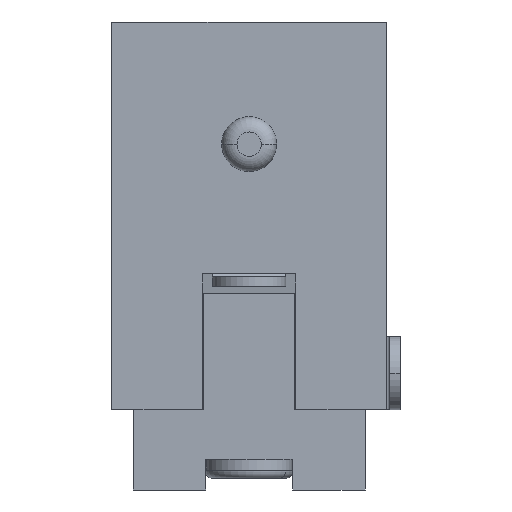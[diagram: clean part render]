
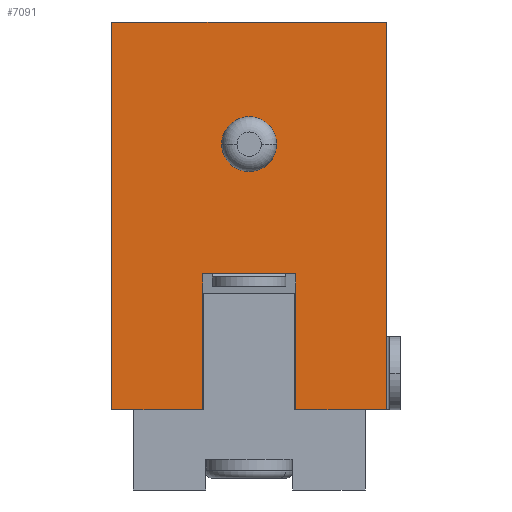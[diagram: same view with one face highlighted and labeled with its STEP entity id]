
A CAD part, front view. The second image highlights one B-rep face of the part: STEP entity #7091.
In plain terms, the highlighted planar face has unit normal (0, -1, 0).
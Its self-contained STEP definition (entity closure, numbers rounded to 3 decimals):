
#58 = VECTOR ( 'NONE', #5045, 1000. ) ;
#139 = FACE_BOUND ( 'NONE', #773, .T. ) ;
#184 = DIRECTION ( 'NONE',  ( 1., 0., 0. ) ) ;
#773 = EDGE_LOOP ( 'NONE', ( #7224, #4535 ) ) ;
#888 = LINE ( 'NONE', #3370, #5443 ) ;
#950 = CARTESIAN_POINT ( 'NONE',  ( -4.5, -5.5, 0. ) ) ;
#986 = ORIENTED_EDGE ( 'NONE', *, *, #1483, .T. ) ;
#1007 = CARTESIAN_POINT ( 'NONE',  ( -4.5, -5.5, 0. ) ) ;
#1146 = EDGE_CURVE ( 'NONE', #4579, #5329, #888, .T. ) ;
#1483 = EDGE_CURVE ( 'NONE', #6387, #5839, #4415, .T. ) ;
#1562 = EDGE_CURVE ( 'NONE', #5839, #3288, #6501, .T. ) ;
#1595 = ORIENTED_EDGE ( 'NONE', *, *, #1146, .T. ) ;
#1706 = ORIENTED_EDGE ( 'NONE', *, *, #1562, .T. ) ;
#1800 = EDGE_CURVE ( 'NONE', #2009, #3288, #6261, .T. ) ;
#1966 = AXIS2_PLACEMENT_3D ( 'NONE', #6801, #5649, #184 ) ;
#2009 = VERTEX_POINT ( 'NONE', #5908 ) ;
#2053 = EDGE_CURVE ( 'NONE', #5329, #3093, #4074, .T. ) ;
#2306 = CARTESIAN_POINT ( 'NONE',  ( -4.5, -5.5, 12.7 ) ) ;
#2319 = VERTEX_POINT ( 'NONE', #4606 ) ;
#2653 = CARTESIAN_POINT ( 'NONE',  ( 1.525, -5.5, 4.45 ) ) ;
#2681 = CARTESIAN_POINT ( 'NONE',  ( 4.5, -5.5, 0. ) ) ;
#2726 = AXIS2_PLACEMENT_3D ( 'NONE', #3797, #3872, #3159 ) ;
#2735 = EDGE_CURVE ( 'NONE', #5188, #2319, #3350, .T. ) ;
#2751 = VECTOR ( 'NONE', #7161, 1000. ) ;
#2987 = VECTOR ( 'NONE', #4123, 1000. ) ;
#3093 = VERTEX_POINT ( 'NONE', #7108 ) ;
#3159 = DIRECTION ( 'NONE',  ( 1., 0., 0. ) ) ;
#3288 = VERTEX_POINT ( 'NONE', #2681 ) ;
#3350 = CIRCLE ( 'NONE', #4618, 0.9 ) ;
#3370 = CARTESIAN_POINT ( 'NONE',  ( -4.5, -5.5, 12.7 ) ) ;
#3719 = EDGE_CURVE ( 'NONE', #2319, #5188, #7310, .T. ) ;
#3751 = CARTESIAN_POINT ( 'NONE',  ( -0.9, -5.5, 8.7 ) ) ;
#3776 = PLANE ( 'NONE',  #1966 ) ;
#3797 = CARTESIAN_POINT ( 'NONE',  ( 0., -5.5, 8.7 ) ) ;
#3872 = DIRECTION ( 'NONE',  ( 0., -1., 0. ) ) ;
#4074 = LINE ( 'NONE', #950, #4145 ) ;
#4123 = DIRECTION ( 'NONE',  ( 1., 0., 0. ) ) ;
#4145 = VECTOR ( 'NONE', #6495, 1000. ) ;
#4316 = EDGE_CURVE ( 'NONE', #7599, #3093, #7707, .T. ) ;
#4404 = ORIENTED_EDGE ( 'NONE', *, *, #2053, .T. ) ;
#4415 = LINE ( 'NONE', #2653, #58 ) ;
#4445 = CARTESIAN_POINT ( 'NONE',  ( -1.525, -5.5, 4.45 ) ) ;
#4473 = DIRECTION ( 'NONE',  ( 0., 0., -1. ) ) ;
#4484 = EDGE_LOOP ( 'NONE', ( #5208, #986, #1706, #5387, #7133, #1595, #4404, #4843 ) ) ;
#4502 = CARTESIAN_POINT ( 'NONE',  ( -4.5, -5.5, 0. ) ) ;
#4535 = ORIENTED_EDGE ( 'NONE', *, *, #3719, .F. ) ;
#4579 = VERTEX_POINT ( 'NONE', #5749 ) ;
#4606 = CARTESIAN_POINT ( 'NONE',  ( 0.9, -5.5, 8.7 ) ) ;
#4618 = AXIS2_PLACEMENT_3D ( 'NONE', #5418, #7839, #6056 ) ;
#4724 = CARTESIAN_POINT ( 'NONE',  ( -1.525, -5.5, 4.45 ) ) ;
#4843 = ORIENTED_EDGE ( 'NONE', *, *, #4316, .F. ) ;
#5045 = DIRECTION ( 'NONE',  ( 0., 0., -1. ) ) ;
#5188 = VERTEX_POINT ( 'NONE', #3751 ) ;
#5208 = ORIENTED_EDGE ( 'NONE', *, *, #6597, .F. ) ;
#5329 = VERTEX_POINT ( 'NONE', #4502 ) ;
#5338 = LINE ( 'NONE', #2306, #2751 ) ;
#5387 = ORIENTED_EDGE ( 'NONE', *, *, #1800, .F. ) ;
#5408 = DIRECTION ( 'NONE',  ( 0., 0., -1. ) ) ;
#5418 = CARTESIAN_POINT ( 'NONE',  ( 0., -5.5, 8.7 ) ) ;
#5443 = VECTOR ( 'NONE', #5808, 1000. ) ;
#5487 = CARTESIAN_POINT ( 'NONE',  ( 1.525, -5.5, 0. ) ) ;
#5500 = EDGE_CURVE ( 'NONE', #4579, #2009, #5338, .T. ) ;
#5649 = DIRECTION ( 'NONE',  ( 0., 1., 0. ) ) ;
#5736 = CARTESIAN_POINT ( 'NONE',  ( 1.525, -5.5, 4.45 ) ) ;
#5749 = CARTESIAN_POINT ( 'NONE',  ( -4.5, -5.5, 12.7 ) ) ;
#5808 = DIRECTION ( 'NONE',  ( 0., 0., -1. ) ) ;
#5839 = VERTEX_POINT ( 'NONE', #5487 ) ;
#5908 = CARTESIAN_POINT ( 'NONE',  ( 4.5, -5.5, 12.7 ) ) ;
#5926 = VECTOR ( 'NONE', #4473, 1000. ) ;
#6056 = DIRECTION ( 'NONE',  ( 1., 0., 0. ) ) ;
#6178 = LINE ( 'NONE', #6332, #7164 ) ;
#6261 = LINE ( 'NONE', #6782, #5926 ) ;
#6297 = VECTOR ( 'NONE', #5408, 1000. ) ;
#6332 = CARTESIAN_POINT ( 'NONE',  ( 1.525, -5.5, 4.45 ) ) ;
#6387 = VERTEX_POINT ( 'NONE', #5736 ) ;
#6495 = DIRECTION ( 'NONE',  ( 1., 0., 0. ) ) ;
#6501 = LINE ( 'NONE', #1007, #2987 ) ;
#6597 = EDGE_CURVE ( 'NONE', #6387, #7599, #6178, .T. ) ;
#6764 = DIRECTION ( 'NONE',  ( -1., 0., 0. ) ) ;
#6782 = CARTESIAN_POINT ( 'NONE',  ( 4.5, -5.5, 12.7 ) ) ;
#6801 = CARTESIAN_POINT ( 'NONE',  ( -4.5, -5.5, 12.7 ) ) ;
#7091 = ADVANCED_FACE ( 'NONE', ( #139, #7395 ), #3776, .F. ) ;
#7108 = CARTESIAN_POINT ( 'NONE',  ( -1.525, -5.5, 0. ) ) ;
#7133 = ORIENTED_EDGE ( 'NONE', *, *, #5500, .F. ) ;
#7161 = DIRECTION ( 'NONE',  ( 1., 0., 0. ) ) ;
#7164 = VECTOR ( 'NONE', #6764, 1000. ) ;
#7224 = ORIENTED_EDGE ( 'NONE', *, *, #2735, .F. ) ;
#7310 = CIRCLE ( 'NONE', #2726, 0.9 ) ;
#7395 = FACE_OUTER_BOUND ( 'NONE', #4484, .T. ) ;
#7599 = VERTEX_POINT ( 'NONE', #4445 ) ;
#7707 = LINE ( 'NONE', #4724, #6297 ) ;
#7839 = DIRECTION ( 'NONE',  ( 0., -1., 0. ) ) ;
